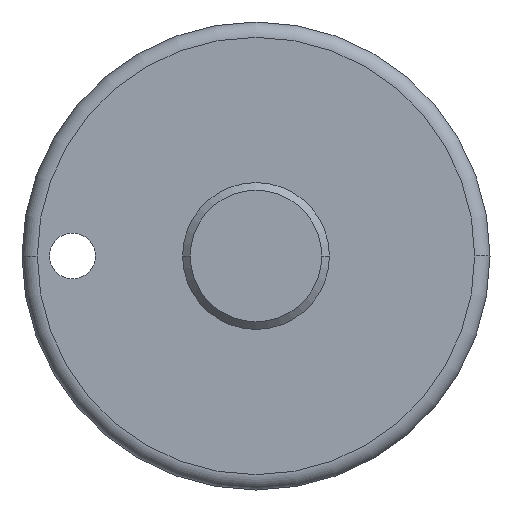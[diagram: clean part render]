
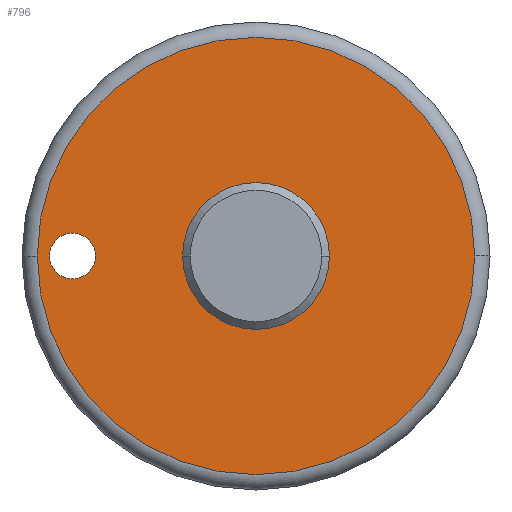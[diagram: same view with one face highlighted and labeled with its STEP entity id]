
A CAD part, left-side view. The second image highlights one B-rep face of the part: STEP entity #796.
In plain terms, the highlighted planar face has unit normal (-1, 0, 0).
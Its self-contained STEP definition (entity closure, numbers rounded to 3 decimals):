
#7 = AXIS2_PLACEMENT_3D ( 'NONE', #117, #573, #655 ) ;
#17 = DIRECTION ( 'NONE',  ( 0., 1., 0. ) ) ;
#25 = AXIS2_PLACEMENT_3D ( 'NONE', #838, #1031, #1019 ) ;
#62 = CARTESIAN_POINT ( 'NONE',  ( -61.681, 0.721, 0. ) ) ;
#77 = CARTESIAN_POINT ( 'NONE',  ( -61.681, 15.021, 0. ) ) ;
#81 = CARTESIAN_POINT ( 'NONE',  ( -61.681, 5.521, 0. ) ) ;
#117 = CARTESIAN_POINT ( 'NONE',  ( -61.681, 0.721, 0. ) ) ;
#164 = CARTESIAN_POINT ( 'NONE',  ( -61.681, 12.721, 0. ) ) ;
#173 = EDGE_LOOP ( 'NONE', ( #750, #884 ) ) ;
#184 = CARTESIAN_POINT ( 'NONE',  ( -61.681, 0.721, 0. ) ) ;
#212 = DIRECTION ( 'NONE',  ( 0., 1., 0. ) ) ;
#226 = CIRCLE ( 'NONE', #799, 14.3 ) ;
#232 = CARTESIAN_POINT ( 'NONE',  ( -61.681, 14.221, 0. ) ) ;
#236 = CIRCLE ( 'NONE', #694, 14.3 ) ;
#237 = DIRECTION ( 'NONE',  ( 1., 0., 0. ) ) ;
#249 = CIRCLE ( 'NONE', #25, 4.8 ) ;
#251 = FACE_OUTER_BOUND ( 'NONE', #173, .T. ) ;
#257 = CARTESIAN_POINT ( 'NONE',  ( -61.681, -4.079, 0. ) ) ;
#260 = DIRECTION ( 'NONE',  ( 0., 1., 0. ) ) ;
#345 = DIRECTION ( 'NONE',  ( 0., 1., 0. ) ) ;
#379 = EDGE_CURVE ( 'NONE', #515, #983, #409, .T. ) ;
#386 = AXIS2_PLACEMENT_3D ( 'NONE', #571, #794, #212 ) ;
#394 = CIRCLE ( 'NONE', #386, 1.5 ) ;
#398 = AXIS2_PLACEMENT_3D ( 'NONE', #164, #237, #345 ) ;
#401 = ORIENTED_EDGE ( 'NONE', *, *, #538, .F. ) ;
#409 = CIRCLE ( 'NONE', #7, 4.8 ) ;
#413 = EDGE_CURVE ( 'NONE', #646, #418, #394, .T. ) ;
#418 = VERTEX_POINT ( 'NONE', #232 ) ;
#431 = CARTESIAN_POINT ( 'NONE',  ( -61.681, 11.221, 0. ) ) ;
#442 = DIRECTION ( 'NONE',  ( -1., 0., 0. ) ) ;
#468 = EDGE_LOOP ( 'NONE', ( #505, #890 ) ) ;
#476 = CARTESIAN_POINT ( 'NONE',  ( -61.681, -13.579, 0. ) ) ;
#505 = ORIENTED_EDGE ( 'NONE', *, *, #575, .T. ) ;
#515 = VERTEX_POINT ( 'NONE', #257 ) ;
#538 = EDGE_CURVE ( 'NONE', #983, #515, #249, .T. ) ;
#571 = CARTESIAN_POINT ( 'NONE',  ( -61.681, 12.721, 0. ) ) ;
#573 = DIRECTION ( 'NONE',  ( -1., 0., 0. ) ) ;
#575 = EDGE_CURVE ( 'NONE', #418, #646, #613, .T. ) ;
#613 = CIRCLE ( 'NONE', #398, 1.5 ) ;
#617 = DIRECTION ( 'NONE',  ( 1., 0., 0. ) ) ;
#620 = FACE_BOUND ( 'NONE', #468, .T. ) ;
#632 = VERTEX_POINT ( 'NONE', #77 ) ;
#646 = VERTEX_POINT ( 'NONE', #431 ) ;
#655 = DIRECTION ( 'NONE',  ( 0., -1., 0. ) ) ;
#694 = AXIS2_PLACEMENT_3D ( 'NONE', #184, #442, #260 ) ;
#750 = ORIENTED_EDGE ( 'NONE', *, *, #1050, .T. ) ;
#755 = CARTESIAN_POINT ( 'NONE',  ( -61.681, 16.021, 0. ) ) ;
#791 = AXIS2_PLACEMENT_3D ( 'NONE', #755, #617, #962 ) ;
#794 = DIRECTION ( 'NONE',  ( 1., 0., 0. ) ) ;
#796 = ADVANCED_FACE ( 'NONE', ( #620, #251, #1045 ), #967, .F. ) ;
#799 = AXIS2_PLACEMENT_3D ( 'NONE', #62, #948, #17 ) ;
#827 = VERTEX_POINT ( 'NONE', #476 ) ;
#838 = CARTESIAN_POINT ( 'NONE',  ( -61.681, 0.721, 0. ) ) ;
#878 = EDGE_LOOP ( 'NONE', ( #897, #401 ) ) ;
#884 = ORIENTED_EDGE ( 'NONE', *, *, #958, .T. ) ;
#890 = ORIENTED_EDGE ( 'NONE', *, *, #413, .T. ) ;
#897 = ORIENTED_EDGE ( 'NONE', *, *, #379, .F. ) ;
#948 = DIRECTION ( 'NONE',  ( -1., 0., 0. ) ) ;
#958 = EDGE_CURVE ( 'NONE', #827, #632, #226, .T. ) ;
#962 = DIRECTION ( 'NONE',  ( 0., 1., 0. ) ) ;
#967 = PLANE ( 'NONE',  #791 ) ;
#983 = VERTEX_POINT ( 'NONE', #81 ) ;
#1019 = DIRECTION ( 'NONE',  ( 0., -1., 0. ) ) ;
#1031 = DIRECTION ( 'NONE',  ( -1., 0., 0. ) ) ;
#1045 = FACE_BOUND ( 'NONE', #878, .T. ) ;
#1050 = EDGE_CURVE ( 'NONE', #632, #827, #236, .T. ) ;
